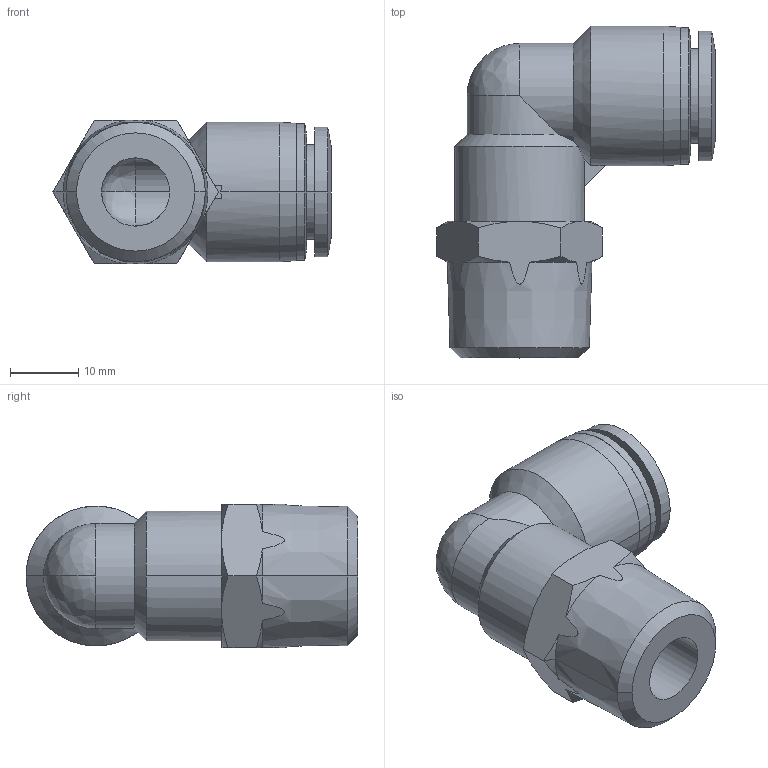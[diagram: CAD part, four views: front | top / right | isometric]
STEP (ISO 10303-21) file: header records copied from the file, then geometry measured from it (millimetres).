
FILE_DESCRIPTION (( 'STEP AP214' ), '1' );
FILE_NAME ('ME12M-12R.step', '2016-02-24T20:41:08', ( '' ), ( '' ), 'SwSTEP 2.0', 'SolidWorks 2015', '' );
FILE_SCHEMA (( 'AUTOMOTIVE_DESIGN' ));
Length unit declared in the file: inch
Products named in the file (1): ME12M-12R
Bounding box: 40.77 x 48.65 x 21 mm (x, y, z)
Volume: 12953.7 mm3; surface area: 7037 mm2
Topology: 1 solids, 1 shells, 68 faces, 164 edges, 99 vertices
Faces by surface type: cone 27, cylinder 19, plane 16, bspline 4, torus 2
Entity records: 3104 total; most frequent: CARTESIAN_POINT 668, ORIENTED_EDGE 320, DIRECTION 316, EDGE_CURVE 160, AXIS2_PLACEMENT_3D 137, VERTEX_POINT 99, EDGE_LOOP 75, CIRCLE 72
